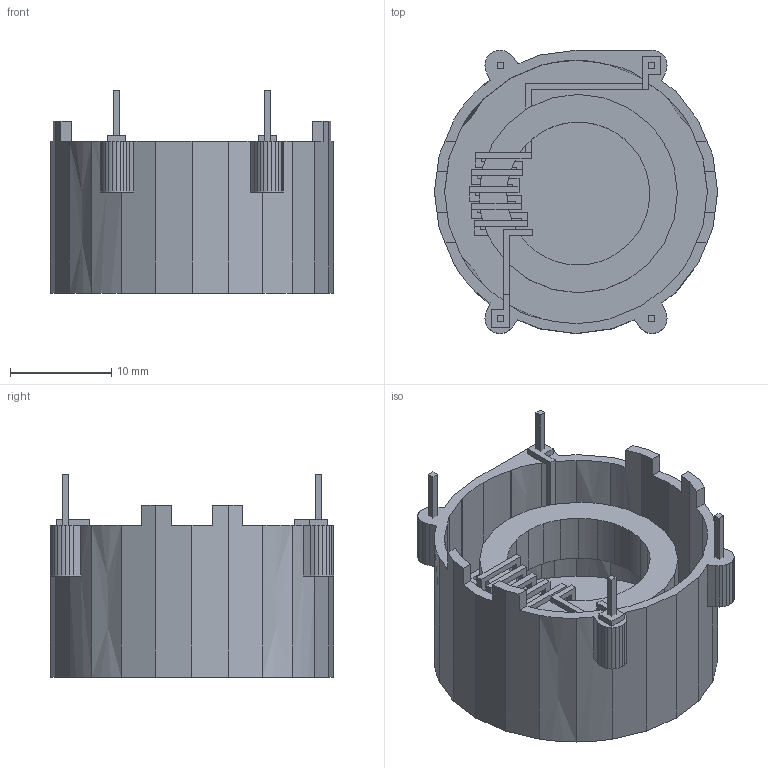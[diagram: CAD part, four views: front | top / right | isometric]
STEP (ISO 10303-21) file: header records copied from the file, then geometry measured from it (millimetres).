
FILE_DESCRIPTION(('FreeCAD Model'),'2;1');
FILE_NAME('X23H.stp', '2014-07-08T13:47:21',('FreeCAD'),('FreeCAD'), 'Open CASCADE STEP processor 6.3','FreeCAD','Unknown');
FILE_SCHEMA(('AUTOMOTIVE_DESIGN_CC2 { 1 2 10303 214 -1 1 5 4 }'));
Length unit declared in the file: millimetre
Products named in the file (6): X23H; X23H002; X23H003; X23H005; X23H001; X23H004
Bounding box: 28 x 28 x 20 mm (x, y, z)
Volume: 2672.6 mm3; surface area: 5136.4 mm2
Topology: 6 solids, 6 shells, 655 faces, 1911 edges, 1274 vertices
Faces by surface type: plane 577, cylinder 71, cone 7
Entity records: 49757 total; most frequent: CARTESIAN_POINT 11991, DIRECTION 6806, LINE 5026, VECTOR 5026, ORIENTED_EDGE 3822, PCURVE 3822, DEFINITIONAL_REPRESENTATION 3822, EDGE_CURVE 1911
